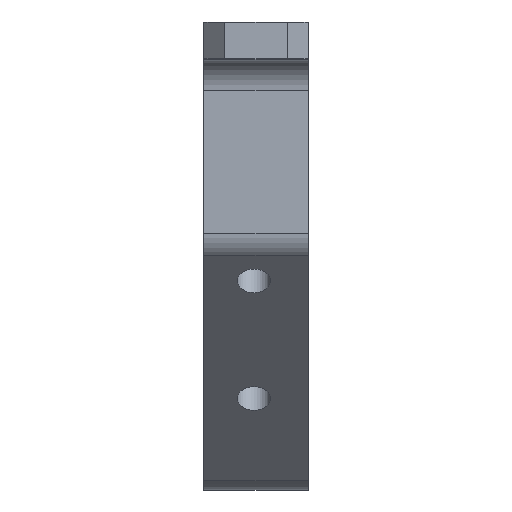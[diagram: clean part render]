
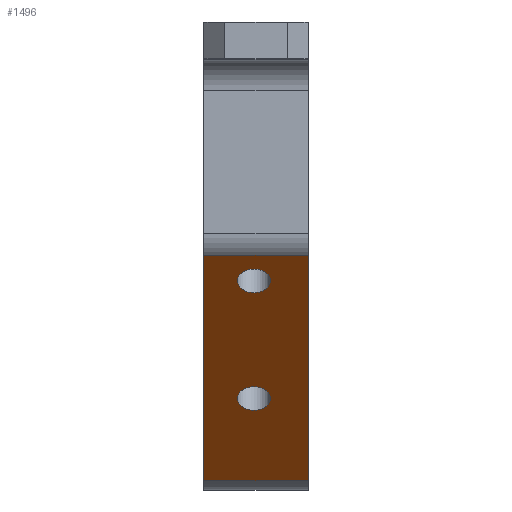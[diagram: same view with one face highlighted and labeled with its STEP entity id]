
A CAD part, top view. The second image highlights one B-rep face of the part: STEP entity #1496.
In plain terms, the highlighted planar face has unit normal (0, -0.707, 0.707).
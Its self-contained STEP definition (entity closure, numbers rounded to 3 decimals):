
#44 = PLANE('',#45);
#45 = AXIS2_PLACEMENT_3D('',#46,#47,#48);
#46 = CARTESIAN_POINT('',(0.,-25.778,
    9.034));
#47 = DIRECTION('',(1.,0.,0.));
#48 = DIRECTION('',(0.,0.,1.));
#156 = PLANE('',#157);
#157 = AXIS2_PLACEMENT_3D('',#158,#159,#160);
#158 = CARTESIAN_POINT('',(10.,-25.778,9.034));
#159 = DIRECTION('',(1.,0.,0.));
#160 = DIRECTION('',(0.,0.,1.));
#290 = VERTEX_POINT('',#291);
#291 = CARTESIAN_POINT('',(0.,-32.321,
    16.692));
#306 = CYLINDRICAL_SURFACE('',#307,3.);
#307 = AXIS2_PLACEMENT_3D('',#308,#309,#310);
#308 = CARTESIAN_POINT('',(0.,-30.2,
    14.57));
#309 = DIRECTION('',(1.,0.,0.));
#310 = DIRECTION('',(0.,0.,1.));
#318 = EDGE_CURVE('',#290,#319,#321,.T.);
#319 = VERTEX_POINT('',#320);
#320 = CARTESIAN_POINT('',(0.,-53.892,
    -4.879));
#321 = SURFACE_CURVE('',#322,(#326,#333),.PCURVE_S1.);
#322 = LINE('',#323,#324);
#323 = CARTESIAN_POINT('',(0.,-31.442,
    17.57));
#324 = VECTOR('',#325,1.);
#325 = DIRECTION('',(0.,-0.707,-0.707
    ));
#326 = PCURVE('',#44,#327);
#327 = DEFINITIONAL_REPRESENTATION('',(#328),#332);
#328 = LINE('',#329,#330);
#329 = CARTESIAN_POINT('',(8.537,5.665));
#330 = VECTOR('',#331,1.);
#331 = DIRECTION('',(-0.707,0.707));
#332 = ( GEOMETRIC_REPRESENTATION_CONTEXT(2) 
PARAMETRIC_REPRESENTATION_CONTEXT() REPRESENTATION_CONTEXT('2D SPACE',''
  ) );
#333 = PCURVE('',#334,#339);
#334 = PLANE('',#335);
#335 = AXIS2_PLACEMENT_3D('',#336,#337,#338);
#336 = CARTESIAN_POINT('',(0.,-31.442,
    17.57));
#337 = DIRECTION('',(0.,0.707,-0.707)
  );
#338 = DIRECTION('',(0.,-0.707,-0.707));
#339 = DEFINITIONAL_REPRESENTATION('',(#340),#344);
#340 = LINE('',#341,#342);
#341 = CARTESIAN_POINT('',(0.,0.));
#342 = VECTOR('',#343,1.);
#343 = DIRECTION('',(1.,0.));
#344 = ( GEOMETRIC_REPRESENTATION_CONTEXT(2) 
PARAMETRIC_REPRESENTATION_CONTEXT() REPRESENTATION_CONTEXT('2D SPACE',''
  ) );
#363 = CYLINDRICAL_SURFACE('',#364,3.);
#364 = AXIS2_PLACEMENT_3D('',#365,#366,#367);
#365 = CARTESIAN_POINT('',(0.,-51.77,-7.));
#366 = DIRECTION('',(1.,0.,0.));
#367 = DIRECTION('',(0.,-0.707,0.707)
  );
#895 = VERTEX_POINT('',#896);
#896 = CARTESIAN_POINT('',(10.,-32.321,16.692));
#918 = EDGE_CURVE('',#895,#919,#921,.T.);
#919 = VERTEX_POINT('',#920);
#920 = CARTESIAN_POINT('',(10.,-53.892,-4.879));
#921 = SURFACE_CURVE('',#922,(#926,#933),.PCURVE_S1.);
#922 = LINE('',#923,#924);
#923 = CARTESIAN_POINT('',(10.,-31.442,17.57));
#924 = VECTOR('',#925,1.);
#925 = DIRECTION('',(0.,-0.707,-0.707
    ));
#926 = PCURVE('',#156,#927);
#927 = DEFINITIONAL_REPRESENTATION('',(#928),#932);
#928 = LINE('',#929,#930);
#929 = CARTESIAN_POINT('',(8.537,5.665));
#930 = VECTOR('',#931,1.);
#931 = DIRECTION('',(-0.707,0.707));
#932 = ( GEOMETRIC_REPRESENTATION_CONTEXT(2) 
PARAMETRIC_REPRESENTATION_CONTEXT() REPRESENTATION_CONTEXT('2D SPACE',''
  ) );
#933 = PCURVE('',#334,#934);
#934 = DEFINITIONAL_REPRESENTATION('',(#935),#939);
#935 = LINE('',#936,#937);
#936 = CARTESIAN_POINT('',(0.,-10.));
#937 = VECTOR('',#938,1.);
#938 = DIRECTION('',(1.,0.));
#939 = ( GEOMETRIC_REPRESENTATION_CONTEXT(2) 
PARAMETRIC_REPRESENTATION_CONTEXT() REPRESENTATION_CONTEXT('2D SPACE',''
  ) );
#1447 = EDGE_CURVE('',#290,#895,#1448,.T.);
#1448 = SURFACE_CURVE('',#1449,(#1453,#1460),.PCURVE_S1.);
#1449 = LINE('',#1450,#1451);
#1450 = CARTESIAN_POINT('',(0.,-32.321,
    16.692));
#1451 = VECTOR('',#1452,1.);
#1452 = DIRECTION('',(1.,0.,0.));
#1453 = PCURVE('',#306,#1454);
#1454 = DEFINITIONAL_REPRESENTATION('',(#1455),#1459);
#1455 = LINE('',#1456,#1457);
#1456 = CARTESIAN_POINT('',(0.785,0.));
#1457 = VECTOR('',#1458,1.);
#1458 = DIRECTION('',(0.,1.));
#1459 = ( GEOMETRIC_REPRESENTATION_CONTEXT(2) 
PARAMETRIC_REPRESENTATION_CONTEXT() REPRESENTATION_CONTEXT('2D SPACE',''
  ) );
#1460 = PCURVE('',#334,#1461);
#1461 = DEFINITIONAL_REPRESENTATION('',(#1462),#1466);
#1462 = LINE('',#1463,#1464);
#1463 = CARTESIAN_POINT('',(1.243,0.));
#1464 = VECTOR('',#1465,1.);
#1465 = DIRECTION('',(0.,-1.));
#1466 = ( GEOMETRIC_REPRESENTATION_CONTEXT(2) 
PARAMETRIC_REPRESENTATION_CONTEXT() REPRESENTATION_CONTEXT('2D SPACE',''
  ) );
#1496 = ADVANCED_FACE('',(#1497,#1523,#1558),#334,.F.);
#1497 = FACE_BOUND('',#1498,.F.);
#1498 = EDGE_LOOP('',(#1499,#1500,#1501,#1502));
#1499 = ORIENTED_EDGE('',*,*,#318,.F.);
#1500 = ORIENTED_EDGE('',*,*,#1447,.T.);
#1501 = ORIENTED_EDGE('',*,*,#918,.T.);
#1502 = ORIENTED_EDGE('',*,*,#1503,.F.);
#1503 = EDGE_CURVE('',#319,#919,#1504,.T.);
#1504 = SURFACE_CURVE('',#1505,(#1509,#1516),.PCURVE_S1.);
#1505 = LINE('',#1506,#1507);
#1506 = CARTESIAN_POINT('',(0.,-53.892,
    -4.879));
#1507 = VECTOR('',#1508,1.);
#1508 = DIRECTION('',(1.,0.,0.));
#1509 = PCURVE('',#334,#1510);
#1510 = DEFINITIONAL_REPRESENTATION('',(#1511),#1515);
#1511 = LINE('',#1512,#1513);
#1512 = CARTESIAN_POINT('',(31.748,0.));
#1513 = VECTOR('',#1514,1.);
#1514 = DIRECTION('',(0.,-1.));
#1515 = ( GEOMETRIC_REPRESENTATION_CONTEXT(2) 
PARAMETRIC_REPRESENTATION_CONTEXT() REPRESENTATION_CONTEXT('2D SPACE',''
  ) );
#1516 = PCURVE('',#363,#1517);
#1517 = DEFINITIONAL_REPRESENTATION('',(#1518),#1522);
#1518 = LINE('',#1519,#1520);
#1519 = CARTESIAN_POINT('',(0.,0.));
#1520 = VECTOR('',#1521,1.);
#1521 = DIRECTION('',(0.,1.));
#1522 = ( GEOMETRIC_REPRESENTATION_CONTEXT(2) 
PARAMETRIC_REPRESENTATION_CONTEXT() REPRESENTATION_CONTEXT('2D SPACE',''
  ) );
#1523 = FACE_BOUND('',#1524,.F.);
#1524 = EDGE_LOOP('',(#1525));
#1525 = ORIENTED_EDGE('',*,*,#1526,.T.);
#1526 = EDGE_CURVE('',#1527,#1527,#1529,.T.);
#1527 = VERTEX_POINT('',#1528);
#1528 = CARTESIAN_POINT('',(6.4,-34.756,14.256));
#1529 = SURFACE_CURVE('',#1530,(#1535,#1546),.PCURVE_S1.);
#1530 = CIRCLE('',#1531,1.6);
#1531 = AXIS2_PLACEMENT_3D('',#1532,#1533,#1534);
#1532 = CARTESIAN_POINT('',(4.8,-34.756,14.256));
#1533 = DIRECTION('',(0.,-0.707,0.707));
#1534 = DIRECTION('',(1.,0.,0.));
#1535 = PCURVE('',#334,#1536);
#1536 = DEFINITIONAL_REPRESENTATION('',(#1537),#1545);
#1537 = ( BOUNDED_CURVE() B_SPLINE_CURVE(2,(#1538,#1539,#1540,#1541,
#1542,#1543,#1544),.UNSPECIFIED.,.T.,.F.) B_SPLINE_CURVE_WITH_KNOTS((1,2
    ,2,2,2,1),(-2.094,0.,2.094,4.189,
6.283,8.378),.UNSPECIFIED.) CURVE() 
GEOMETRIC_REPRESENTATION_ITEM() RATIONAL_B_SPLINE_CURVE((1.,0.5,1.,0.5,
1.,0.5,1.)) REPRESENTATION_ITEM('') );
#1538 = CARTESIAN_POINT('',(4.687,-6.4));
#1539 = CARTESIAN_POINT('',(1.915,-6.4));
#1540 = CARTESIAN_POINT('',(3.301,-4.));
#1541 = CARTESIAN_POINT('',(4.687,-1.6));
#1542 = CARTESIAN_POINT('',(6.072,-4.));
#1543 = CARTESIAN_POINT('',(7.458,-6.4));
#1544 = CARTESIAN_POINT('',(4.687,-6.4));
#1545 = ( GEOMETRIC_REPRESENTATION_CONTEXT(2) 
PARAMETRIC_REPRESENTATION_CONTEXT() REPRESENTATION_CONTEXT('2D SPACE',''
  ) );
#1546 = PCURVE('',#1547,#1552);
#1547 = CYLINDRICAL_SURFACE('',#1548,1.6);
#1548 = AXIS2_PLACEMENT_3D('',#1549,#1550,#1551);
#1549 = CARTESIAN_POINT('',(4.8,-20.5,0.));
#1550 = DIRECTION('',(0.,-0.707,0.707));
#1551 = DIRECTION('',(1.,0.,0.));
#1552 = DEFINITIONAL_REPRESENTATION('',(#1553),#1557);
#1553 = LINE('',#1554,#1555);
#1554 = CARTESIAN_POINT('',(0.,20.162));
#1555 = VECTOR('',#1556,1.);
#1556 = DIRECTION('',(1.,0.));
#1557 = ( GEOMETRIC_REPRESENTATION_CONTEXT(2) 
PARAMETRIC_REPRESENTATION_CONTEXT() REPRESENTATION_CONTEXT('2D SPACE',''
  ) );
#1558 = FACE_BOUND('',#1559,.F.);
#1559 = EDGE_LOOP('',(#1560));
#1560 = ORIENTED_EDGE('',*,*,#1561,.T.);
#1561 = EDGE_CURVE('',#1562,#1562,#1564,.T.);
#1562 = VERTEX_POINT('',#1563);
#1563 = CARTESIAN_POINT('',(6.4,-46.006,3.006));
#1564 = SURFACE_CURVE('',#1565,(#1570,#1581),.PCURVE_S1.);
#1565 = CIRCLE('',#1566,1.6);
#1566 = AXIS2_PLACEMENT_3D('',#1567,#1568,#1569);
#1567 = CARTESIAN_POINT('',(4.8,-46.006,3.006));
#1568 = DIRECTION('',(0.,-0.707,0.707));
#1569 = DIRECTION('',(1.,0.,0.));
#1570 = PCURVE('',#334,#1571);
#1571 = DEFINITIONAL_REPRESENTATION('',(#1572),#1580);
#1572 = ( BOUNDED_CURVE() B_SPLINE_CURVE(2,(#1573,#1574,#1575,#1576,
#1577,#1578,#1579),.UNSPECIFIED.,.T.,.F.) B_SPLINE_CURVE_WITH_KNOTS((1,2
    ,2,2,2,1),(-2.094,0.,2.094,4.189,
6.283,8.378),.UNSPECIFIED.) CURVE() 
GEOMETRIC_REPRESENTATION_ITEM() RATIONAL_B_SPLINE_CURVE((1.,0.5,1.,0.5,
1.,0.5,1.)) REPRESENTATION_ITEM('') );
#1573 = CARTESIAN_POINT('',(20.597,-6.4));
#1574 = CARTESIAN_POINT('',(17.825,-6.4));
#1575 = CARTESIAN_POINT('',(19.211,-4.));
#1576 = CARTESIAN_POINT('',(20.597,-1.6));
#1577 = CARTESIAN_POINT('',(21.982,-4.));
#1578 = CARTESIAN_POINT('',(23.368,-6.4));
#1579 = CARTESIAN_POINT('',(20.597,-6.4));
#1580 = ( GEOMETRIC_REPRESENTATION_CONTEXT(2) 
PARAMETRIC_REPRESENTATION_CONTEXT() REPRESENTATION_CONTEXT('2D SPACE',''
  ) );
#1581 = PCURVE('',#1582,#1587);
#1582 = CYLINDRICAL_SURFACE('',#1583,1.6);
#1583 = AXIS2_PLACEMENT_3D('',#1584,#1585,#1586);
#1584 = CARTESIAN_POINT('',(4.8,-39.,-4.));
#1585 = DIRECTION('',(0.,-0.707,0.707));
#1586 = DIRECTION('',(1.,0.,0.));
#1587 = DEFINITIONAL_REPRESENTATION('',(#1588),#1592);
#1588 = LINE('',#1589,#1590);
#1589 = CARTESIAN_POINT('',(0.,9.909));
#1590 = VECTOR('',#1591,1.);
#1591 = DIRECTION('',(1.,0.));
#1592 = ( GEOMETRIC_REPRESENTATION_CONTEXT(2) 
PARAMETRIC_REPRESENTATION_CONTEXT() REPRESENTATION_CONTEXT('2D SPACE',''
  ) );
